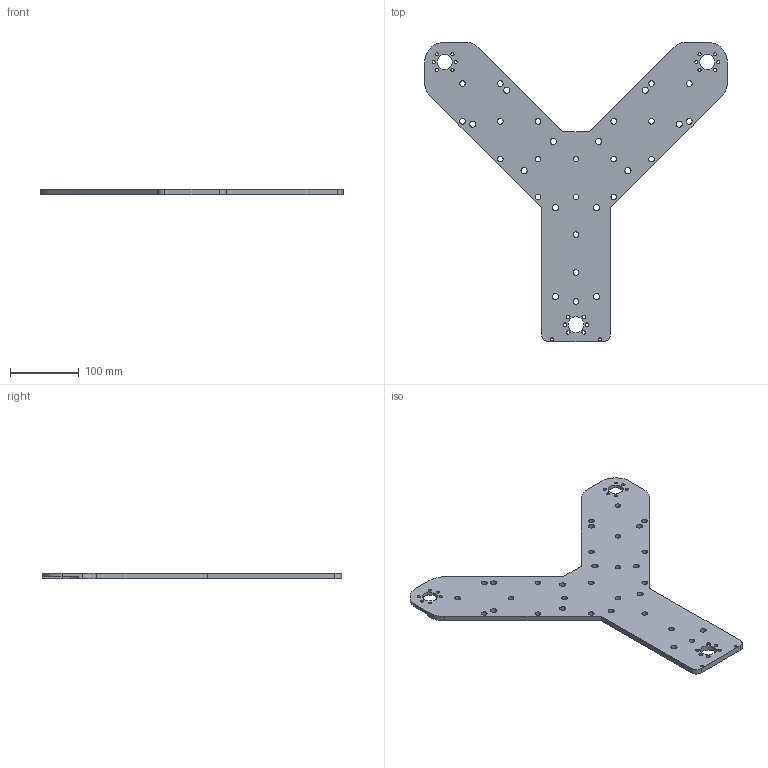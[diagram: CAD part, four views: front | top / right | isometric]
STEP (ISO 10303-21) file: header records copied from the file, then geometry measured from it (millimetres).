
FILE_DESCRIPTION (( 'STEP AP214' ), '1' );
FILE_NAME ('Bed Support.STEP', '2019-05-27T10:07:58', ( '' ), ( '' ), 'SwSTEP 2.0', 'SolidWorks 2018', '' );
FILE_SCHEMA (( 'AUTOMOTIVE_DESIGN' ));
Length unit declared in the file: millimetre
Products named in the file (1): Bed Support
Bounding box: 440.3 x 436.15 x 8 mm (x, y, z)
Volume: 553995.4 mm3; surface area: 164719.1 mm2
Topology: 1 solids, 1 shells, 142 faces, 420 edges, 280 vertices
Faces by surface type: cylinder 122, plane 20
Entity records: 5190 total; most frequent: DIRECTION 950, CARTESIAN_POINT 843, ORIENTED_EDGE 840, EDGE_CURVE 420, AXIS2_PLACEMENT_3D 387, VERTEX_POINT 280, EDGE_LOOP 254, CIRCLE 244
